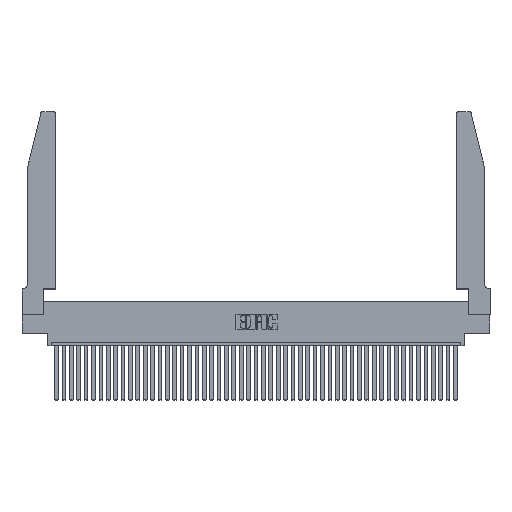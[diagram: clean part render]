
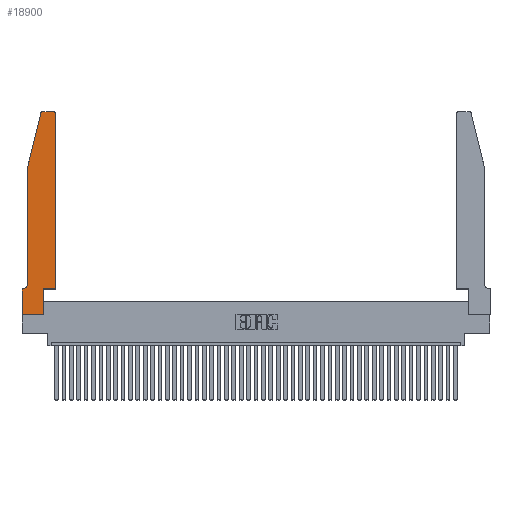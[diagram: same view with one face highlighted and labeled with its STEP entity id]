
A CAD part, top view. The second image highlights one B-rep face of the part: STEP entity #18900.
In plain terms, the highlighted planar face has unit normal (0, 0, 1).
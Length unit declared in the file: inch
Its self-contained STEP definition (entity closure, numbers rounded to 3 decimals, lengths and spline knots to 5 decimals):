
#133 = DIRECTION ( 'NONE',  ( -1., 0., 0. ) ) ;
#703 = CARTESIAN_POINT ( 'NONE',  ( 0.2605, 2.75, 0.37 ) ) ;
#954 = DIRECTION ( 'NONE',  ( 0., 1., 0. ) ) ;
#1226 = DIRECTION ( 'NONE',  ( 1., 0., 0. ) ) ;
#1235 = CARTESIAN_POINT ( 'NONE',  ( 0.2865, 0.35, 0.37 ) ) ;
#1978 = DIRECTION ( 'NONE',  ( -1., 0., 0. ) ) ;
#2017 = CARTESIAN_POINT ( 'NONE',  ( 0.0755, 2., 0.37 ) ) ;
#2512 = CARTESIAN_POINT ( 'NONE',  ( 0., 0.35, 0.37 ) ) ;
#2620 = VECTOR ( 'NONE', #14412, 39.37008 ) ;
#3189 = CARTESIAN_POINT ( 'NONE',  ( 0.2865, 0.35, 0.37 ) ) ;
#5120 = VERTEX_POINT ( 'NONE', #37206 ) ;
#5558 = DIRECTION ( 'NONE',  ( 0., -1., 0. ) ) ;
#5910 = EDGE_CURVE ( 'NONE', #43891, #7150, #43624, .T. ) ;
#6406 = LINE ( 'NONE', #27274, #25758 ) ;
#7058 = VERTEX_POINT ( 'NONE', #25579 ) ;
#7150 = VERTEX_POINT ( 'NONE', #29575 ) ;
#7309 = DIRECTION ( 'NONE',  ( 0., 0., -1. ) ) ;
#7457 = CARTESIAN_POINT ( 'NONE',  ( 0.4505, 2.72, 0.37 ) ) ;
#7517 = EDGE_CURVE ( 'NONE', #7058, #25669, #6406, .T. ) ;
#7987 = ORIENTED_EDGE ( 'NONE', *, *, #9615, .T. ) ;
#8708 = LINE ( 'NONE', #1235, #41886 ) ;
#8774 = VERTEX_POINT ( 'NONE', #16322 ) ;
#9537 = VECTOR ( 'NONE', #133, 39.37008 ) ;
#9615 = EDGE_CURVE ( 'NONE', #5120, #31530, #21249, .T. ) ;
#11194 = ORIENTED_EDGE ( 'NONE', *, *, #27551, .T. ) ;
#11263 = LINE ( 'NONE', #28073, #2620 ) ;
#11872 = DIRECTION ( 'NONE',  ( 1., 0., 0. ) ) ;
#11909 = ORIENTED_EDGE ( 'NONE', *, *, #5910, .T. ) ;
#12392 = AXIS2_PLACEMENT_3D ( 'NONE', #13928, #7309, #31482 ) ;
#13212 = ORIENTED_EDGE ( 'NONE', *, *, #7517, .T. ) ;
#13877 = LINE ( 'NONE', #23724, #27338 ) ;
#13928 = CARTESIAN_POINT ( 'NONE',  ( 0.0055, 0.42, 0.37 ) ) ;
#14397 = EDGE_LOOP ( 'NONE', ( #28888, #34396, #34954, #44210, #11194, #13212, #25390, #11909, #19439, #37665, #7987, #24070 ) ) ;
#14412 = DIRECTION ( 'NONE',  ( -0.239, -0.971, 0. ) ) ;
#14917 = EDGE_CURVE ( 'NONE', #7150, #25548, #8708, .T. ) ;
#15215 = AXIS2_PLACEMENT_3D ( 'NONE', #21925, #25413, #11872 ) ;
#15498 = VECTOR ( 'NONE', #5558, 39.37008 ) ;
#16322 = CARTESIAN_POINT ( 'NONE',  ( 0.0755, 0.42, 0.37 ) ) ;
#16363 = DIRECTION ( 'NONE',  ( 1., 0., 0. ) ) ;
#16386 = VECTOR ( 'NONE', #28049, 39.37008 ) ;
#16859 = EDGE_CURVE ( 'NONE', #25669, #43891, #13877, .T. ) ;
#17853 = CARTESIAN_POINT ( 'NONE',  ( 0., 0., 0.37 ) ) ;
#18900 = ADVANCED_FACE ( 'NONE', ( #19625 ), #43828, .T. ) ;
#19439 = ORIENTED_EDGE ( 'NONE', *, *, #14917, .T. ) ;
#19625 = FACE_OUTER_BOUND ( 'NONE', #14397, .T. ) ;
#20808 = LINE ( 'NONE', #26152, #15498 ) ;
#21249 = LINE ( 'NONE', #35882, #27195 ) ;
#21361 = EDGE_CURVE ( 'NONE', #31674, #8774, #20808, .T. ) ;
#21452 = EDGE_CURVE ( 'NONE', #25548, #5120, #39533, .T. ) ;
#21532 = DIRECTION ( 'NONE',  ( 1., 0., 0. ) ) ;
#21925 = CARTESIAN_POINT ( 'NONE',  ( 0.284, 2.72, 0.37 ) ) ;
#21974 = CARTESIAN_POINT ( 'NONE',  ( 0.4205, 2.72, 0.37 ) ) ;
#22171 = DIRECTION ( 'NONE',  ( 0., 1., 0. ) ) ;
#23282 = CARTESIAN_POINT ( 'NONE',  ( 0., 0., 0.37 ) ) ;
#23724 = CARTESIAN_POINT ( 'NONE',  ( 0., 0., 0.37 ) ) ;
#24030 = CARTESIAN_POINT ( 'NONE',  ( 0.4205, 2.75, 0.37 ) ) ;
#24070 = ORIENTED_EDGE ( 'NONE', *, *, #24098, .T. ) ;
#24086 = VECTOR ( 'NONE', #1226, 39.37008 ) ;
#24098 = EDGE_CURVE ( 'NONE', #31530, #28219, #37770, .T. ) ;
#24966 = CIRCLE ( 'NONE', #15215, 0.03 ) ;
#25390 = ORIENTED_EDGE ( 'NONE', *, *, #16859, .T. ) ;
#25413 = DIRECTION ( 'NONE',  ( 0., 0., 1. ) ) ;
#25503 = VERTEX_POINT ( 'NONE', #43214 ) ;
#25548 = VERTEX_POINT ( 'NONE', #3189 ) ;
#25579 = CARTESIAN_POINT ( 'NONE',  ( 0.0055, 0.35, 0.37 ) ) ;
#25669 = VERTEX_POINT ( 'NONE', #2512 ) ;
#25758 = VECTOR ( 'NONE', #1978, 39.37008 ) ;
#26152 = CARTESIAN_POINT ( 'NONE',  ( 0.0755, 2., 0.37 ) ) ;
#27195 = VECTOR ( 'NONE', #22171, 39.37008 ) ;
#27227 = VERTEX_POINT ( 'NONE', #41408 ) ;
#27274 = CARTESIAN_POINT ( 'NONE',  ( 0.0755, 0.35, 0.37 ) ) ;
#27338 = VECTOR ( 'NONE', #44280, 39.37008 ) ;
#27537 = EDGE_CURVE ( 'NONE', #28219, #25503, #43776, .T. ) ;
#27551 = EDGE_CURVE ( 'NONE', #8774, #7058, #29947, .T. ) ;
#28049 = DIRECTION ( 'NONE',  ( 1., 0., 0. ) ) ;
#28073 = CARTESIAN_POINT ( 'NONE',  ( 0.0755, 2., 0.37 ) ) ;
#28219 = VERTEX_POINT ( 'NONE', #24030 ) ;
#28290 = DIRECTION ( 'NONE',  ( 0., 0., 1. ) ) ;
#28297 = AXIS2_PLACEMENT_3D ( 'NONE', #36845, #40101, #16363 ) ;
#28888 = ORIENTED_EDGE ( 'NONE', *, *, #27537, .T. ) ;
#29575 = CARTESIAN_POINT ( 'NONE',  ( 0.2865, 0., 0.37 ) ) ;
#29947 = CIRCLE ( 'NONE', #12392, 0.07 ) ;
#31482 = DIRECTION ( 'NONE',  ( -1., 0., 0. ) ) ;
#31530 = VERTEX_POINT ( 'NONE', #7457 ) ;
#31674 = VERTEX_POINT ( 'NONE', #2017 ) ;
#34396 = ORIENTED_EDGE ( 'NONE', *, *, #42254, .T. ) ;
#34954 = ORIENTED_EDGE ( 'NONE', *, *, #37340, .T. ) ;
#35861 = CARTESIAN_POINT ( 'NONE',  ( 0.4505, 0.35, 0.37 ) ) ;
#35882 = CARTESIAN_POINT ( 'NONE',  ( 0.4505, 0.35, 0.37 ) ) ;
#36119 = AXIS2_PLACEMENT_3D ( 'NONE', #21974, #28290, #21532 ) ;
#36845 = CARTESIAN_POINT ( 'NONE',  ( 0., 0.35, 0.37 ) ) ;
#37206 = CARTESIAN_POINT ( 'NONE',  ( 0.4505, 0.35, 0.37 ) ) ;
#37340 = EDGE_CURVE ( 'NONE', #27227, #31674, #11263, .T. ) ;
#37665 = ORIENTED_EDGE ( 'NONE', *, *, #21452, .T. ) ;
#37770 = CIRCLE ( 'NONE', #36119, 0.03 ) ;
#39533 = LINE ( 'NONE', #35861, #24086 ) ;
#40101 = DIRECTION ( 'NONE',  ( 0., 0., 1. ) ) ;
#41408 = CARTESIAN_POINT ( 'NONE',  ( 0.25487, 2.72718, 0.37 ) ) ;
#41886 = VECTOR ( 'NONE', #954, 39.37008 ) ;
#42254 = EDGE_CURVE ( 'NONE', #25503, #27227, #24966, .T. ) ;
#43214 = CARTESIAN_POINT ( 'NONE',  ( 0.284, 2.75, 0.37 ) ) ;
#43624 = LINE ( 'NONE', #17853, #16386 ) ;
#43776 = LINE ( 'NONE', #703, #9537 ) ;
#43828 = PLANE ( 'NONE',  #28297 ) ;
#43891 = VERTEX_POINT ( 'NONE', #23282 ) ;
#44210 = ORIENTED_EDGE ( 'NONE', *, *, #21361, .T. ) ;
#44280 = DIRECTION ( 'NONE',  ( 0., -1., 0. ) ) ;
